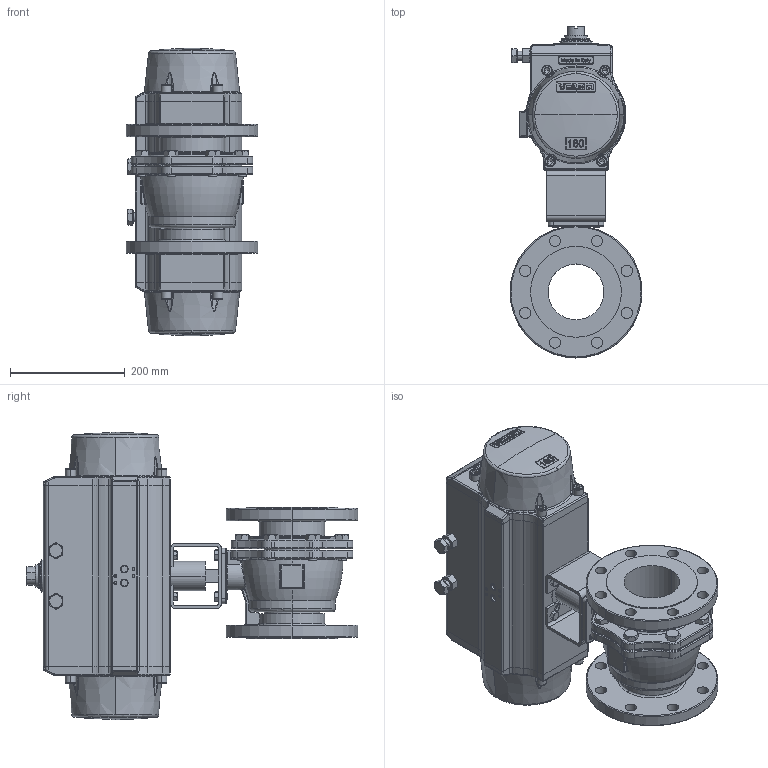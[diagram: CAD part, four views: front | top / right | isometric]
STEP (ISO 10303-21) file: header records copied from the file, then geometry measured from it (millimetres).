
FILE_DESCRIPTION (( 'STEP AP203' ), '1' );
FILE_NAME ('2000F-400_UT-5.STEP', '2018-01-05T18:04:50', ( '' ), ( '' ), 'SwSTEP 2.0', 'SolidWorks 2014', '' );
FILE_SCHEMA (( 'CONFIG_CONTROL_DESIGN' ));
Products named in the file (1): 2000F-400_UT-5
Bounding box: 229.41 x 577.42 x 500 mm (x, y, z)
Surface area: 884159.2 mm2 (no closed solid volume)
Topology: 0 solids, 36 shells, 1467 faces, 4831 edges, 3244 vertices
Faces by surface type: plane 456, cylinder 370, bspline 319, cone 158, torus 120, sphere 44
Entity records: 86275 total; most frequent: CARTESIAN_POINT 48557, ORIENTED_EDGE 7813, DIRECTION 6855, EDGE_CURVE 4781, VERTEX_POINT 3244, AXIS2_PLACEMENT_3D 2599, VECTOR 1657, LINE 1657
